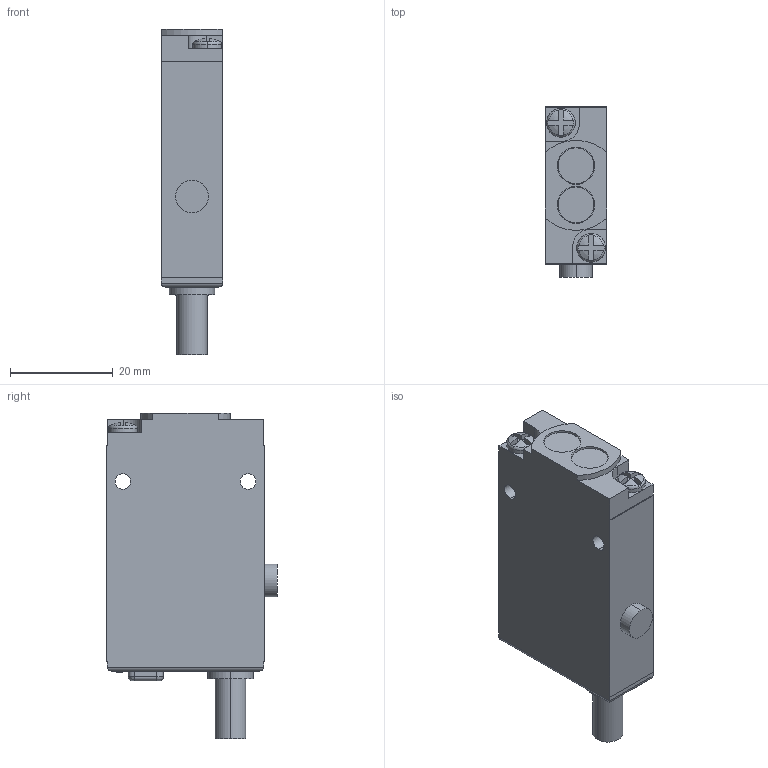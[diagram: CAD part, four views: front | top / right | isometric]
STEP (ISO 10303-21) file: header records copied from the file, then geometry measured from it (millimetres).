
FILE_DESCRIPTION((''),'2;1');
FILE_NAME('154497_SW','2011-01-10T',('banengservice'),('BANNER ENGINEERING'),'PRO/ENGINEER BY PARAMETRIC TECHNOLOGY CORPORATION, 2009141','PRO/ENGINEER BY PARAMETRIC TECHNOLOGY CORPORATION, 2009141','');
FILE_SCHEMA(('CONFIG_CONTROL_DESIGN'));
Length unit declared in the file: inch
Products named in the file (1): 154497_SW
Bounding box: 11.99 x 33.27 x 63.38 mm (x, y, z)
Volume: 7347.9 mm3; surface area: 11879.9 mm2
Topology: 3 solids, 5 shells, 541 faces, 1429 edges, 928 vertices
Faces by surface type: plane 355, cylinder 148, cone 14, sphere 12, torus 8, bspline 4
Entity records: 16967 total; most frequent: CARTESIAN_POINT 3324, ORIENTED_EDGE 2850, DIRECTION 2793, EDGE_CURVE 1425, VECTOR 1027, LINE 1027, VERTEX_POINT 928, AXIS2_PLACEMENT_3D 883
